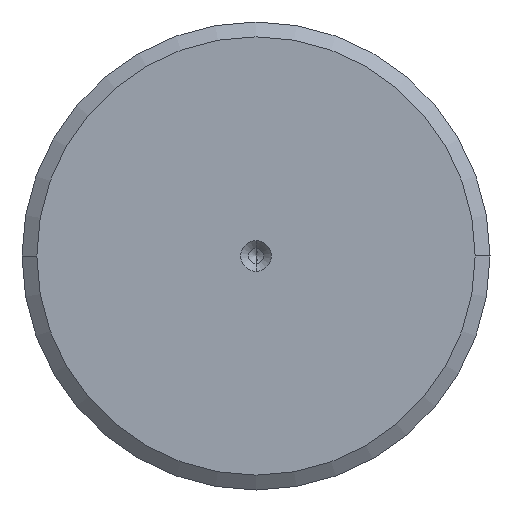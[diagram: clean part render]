
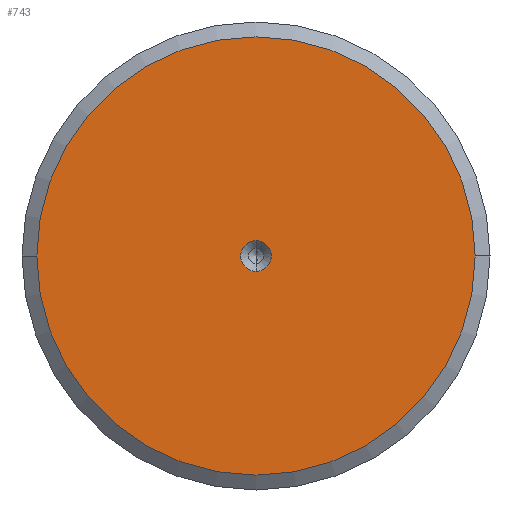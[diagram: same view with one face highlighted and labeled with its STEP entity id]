
A CAD part, left-side view. The second image highlights one B-rep face of the part: STEP entity #743.
In plain terms, the highlighted planar face has unit normal (-1, 0, 0).
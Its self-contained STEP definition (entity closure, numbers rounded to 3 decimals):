
#12 = AXIS2_PLACEMENT_3D ( 'NONE', #1184, #814, #1665 ) ;
#137 = CIRCLE ( 'NONE', #2015, 2.075 ) ;
#287 = EDGE_LOOP ( 'NONE', ( #2574, #1763 ) ) ;
#306 = VERTEX_POINT ( 'NONE', #598 ) ;
#345 = FACE_OUTER_BOUND ( 'NONE', #287, .T. ) ;
#406 = CIRCLE ( 'NONE', #1649, 2.075 ) ;
#598 = CARTESIAN_POINT ( 'NONE',  ( 0., -29.5, 0. ) ) ;
#734 = CARTESIAN_POINT ( 'NONE',  ( 0., 0., 0. ) ) ;
#743 = ADVANCED_FACE ( 'NONE', ( #2723, #345 ), #1011, .T. ) ;
#762 = VERTEX_POINT ( 'NONE', #982 ) ;
#789 = EDGE_CURVE ( 'NONE', #306, #864, #2244, .T. ) ;
#814 = DIRECTION ( 'NONE',  ( -1., 0., 0. ) ) ;
#823 = DIRECTION ( 'NONE',  ( 0., -1., 0. ) ) ;
#864 = VERTEX_POINT ( 'NONE', #1882 ) ;
#885 = EDGE_CURVE ( 'NONE', #1946, #762, #406, .T. ) ;
#982 = CARTESIAN_POINT ( 'NONE',  ( 0., 0., 2.075 ) ) ;
#1011 = PLANE ( 'NONE',  #12 ) ;
#1169 = CIRCLE ( 'NONE', #2744, 29.5 ) ;
#1184 = CARTESIAN_POINT ( 'NONE',  ( 0., 0., 0. ) ) ;
#1221 = ORIENTED_EDGE ( 'NONE', *, *, #2169, .T. ) ;
#1319 = EDGE_LOOP ( 'NONE', ( #1221, #1586 ) ) ;
#1414 = DIRECTION ( 'NONE',  ( 0., -1., 0. ) ) ;
#1453 = DIRECTION ( 'NONE',  ( -1., 0., 0. ) ) ;
#1586 = ORIENTED_EDGE ( 'NONE', *, *, #885, .T. ) ;
#1649 = AXIS2_PLACEMENT_3D ( 'NONE', #1908, #1737, #2751 ) ;
#1665 = DIRECTION ( 'NONE',  ( 0., -1., 0. ) ) ;
#1737 = DIRECTION ( 'NONE',  ( 1., 0., 0. ) ) ;
#1763 = ORIENTED_EDGE ( 'NONE', *, *, #789, .T. ) ;
#1768 = EDGE_CURVE ( 'NONE', #864, #306, #1169, .T. ) ;
#1850 = CARTESIAN_POINT ( 'NONE',  ( 0., 0., 0. ) ) ;
#1882 = CARTESIAN_POINT ( 'NONE',  ( 0., 29.5, 0. ) ) ;
#1889 = DIRECTION ( 'NONE',  ( 1., 0., 0. ) ) ;
#1908 = CARTESIAN_POINT ( 'NONE',  ( 0., 0., 0. ) ) ;
#1946 = VERTEX_POINT ( 'NONE', #2642 ) ;
#2013 = AXIS2_PLACEMENT_3D ( 'NONE', #1850, #2308, #1414 ) ;
#2015 = AXIS2_PLACEMENT_3D ( 'NONE', #734, #1889, #2646 ) ;
#2169 = EDGE_CURVE ( 'NONE', #762, #1946, #137, .T. ) ;
#2244 = CIRCLE ( 'NONE', #2013, 29.5 ) ;
#2308 = DIRECTION ( 'NONE',  ( -1., 0., 0. ) ) ;
#2336 = CARTESIAN_POINT ( 'NONE',  ( 0., 0., 0. ) ) ;
#2574 = ORIENTED_EDGE ( 'NONE', *, *, #1768, .T. ) ;
#2642 = CARTESIAN_POINT ( 'NONE',  ( 0., 0., -2.075 ) ) ;
#2646 = DIRECTION ( 'NONE',  ( 0., -1., 0. ) ) ;
#2723 = FACE_BOUND ( 'NONE', #1319, .T. ) ;
#2744 = AXIS2_PLACEMENT_3D ( 'NONE', #2336, #1453, #823 ) ;
#2751 = DIRECTION ( 'NONE',  ( 0., -1., 0. ) ) ;
